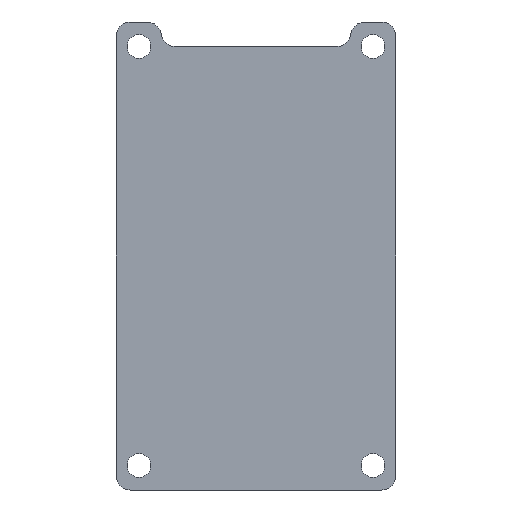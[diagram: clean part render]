
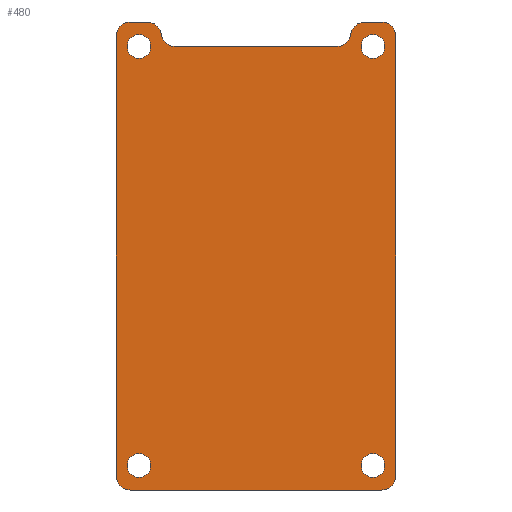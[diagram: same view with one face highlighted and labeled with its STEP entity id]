
A CAD part, front view. The second image highlights one B-rep face of the part: STEP entity #480.
In plain terms, the highlighted planar face has unit normal (0, -1, 0).
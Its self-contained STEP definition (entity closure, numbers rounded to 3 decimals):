
#1=CARTESIAN_POINT('',(-16.75,0.,30.));
#2=DIRECTION('',(0.,-1.,0.));
#3=DIRECTION('',(1.,0.,0.));
#4=AXIS2_PLACEMENT_3D('',#1,#2,#3);
#6=CARTESIAN_POINT('',(-16.75,0.,30.));
#7=DIRECTION('',(0.,-1.,0.));
#8=DIRECTION('',(-1.,0.,0.));
#9=AXIS2_PLACEMENT_3D('',#6,#7,#8);
#11=CARTESIAN_POINT('',(16.75,0.,30.));
#12=DIRECTION('',(0.,-1.,0.));
#13=DIRECTION('',(1.,0.,0.));
#14=AXIS2_PLACEMENT_3D('',#11,#12,#13);
#16=CARTESIAN_POINT('',(16.75,0.,30.));
#17=DIRECTION('',(0.,-1.,0.));
#18=DIRECTION('',(-1.,0.,0.));
#19=AXIS2_PLACEMENT_3D('',#16,#17,#18);
#21=CARTESIAN_POINT('',(-16.75,0.,-30.));
#22=DIRECTION('',(0.,-1.,0.));
#23=DIRECTION('',(1.,0.,0.));
#24=AXIS2_PLACEMENT_3D('',#21,#22,#23);
#26=CARTESIAN_POINT('',(-16.75,0.,-30.));
#27=DIRECTION('',(0.,-1.,0.));
#28=DIRECTION('',(-1.,0.,0.));
#29=AXIS2_PLACEMENT_3D('',#26,#27,#28);
#31=CARTESIAN_POINT('',(16.75,0.,-30.));
#32=DIRECTION('',(0.,-1.,0.));
#33=DIRECTION('',(1.,0.,0.));
#34=AXIS2_PLACEMENT_3D('',#31,#32,#33);
#36=CARTESIAN_POINT('',(16.75,0.,-30.));
#37=DIRECTION('',(0.,-1.,0.));
#38=DIRECTION('',(-1.,0.,0.));
#39=AXIS2_PLACEMENT_3D('',#36,#37,#38);
#41=CARTESIAN_POINT('',(-18.,0.,-31.5));
#42=DIRECTION('',(0.,-1.,0.));
#43=DIRECTION('',(-1.,0.,0.));
#44=AXIS2_PLACEMENT_3D('',#41,#42,#43);
#46=DIRECTION('',(0.,0.,1.));
#47=VECTOR('',#46,63.);
#48=CARTESIAN_POINT('',(-20.,0.,-31.5));
#49=LINE('',#48,#47);
#50=CARTESIAN_POINT('',(-18.,0.,31.5));
#51=DIRECTION('',(0.,-1.,0.));
#52=DIRECTION('',(0.,0.,1.));
#53=AXIS2_PLACEMENT_3D('',#50,#51,#52);
#55=DIRECTION('',(1.,0.,0.));
#56=VECTOR('',#55,2.497);
#57=CARTESIAN_POINT('',(-18.,0.,33.5));
#58=LINE('',#57,#56);
#59=DIRECTION('',(0.,0.,1.));
#60=VECTOR('',#59,0.047);
#61=CARTESIAN_POINT('',(-15.503,0.,33.453));
#62=LINE('',#61,#60);
#63=CARTESIAN_POINT('',(-15.5,0.,31.5));
#64=DIRECTION('',(0.,-1.,0.));
#65=DIRECTION('',(0.992,0.,0.127));
#66=AXIS2_PLACEMENT_3D('',#63,#64,#65);
#68=CARTESIAN_POINT('',(-11.579,0.,32.));
#69=DIRECTION('',(0.,-1.,0.));
#70=DIRECTION('',(-0.992,0.,-0.127));
#71=AXIS2_PLACEMENT_3D('',#68,#69,#70);
#73=DIRECTION('',(-1.,0.,0.));
#74=VECTOR('',#73,23.158);
#75=CARTESIAN_POINT('',(11.579,0.,30.));
#76=LINE('',#75,#74);
#77=CARTESIAN_POINT('',(11.579,0.,32.));
#78=DIRECTION('',(0.,-1.,0.));
#79=DIRECTION('',(0.,0.,-1.));
#80=AXIS2_PLACEMENT_3D('',#77,#78,#79);
#82=CARTESIAN_POINT('',(15.5,0.,31.5));
#83=DIRECTION('',(0.,-1.,0.));
#84=DIRECTION('',(0.002,0.,1.));
#85=AXIS2_PLACEMENT_3D('',#82,#83,#84);
#87=DIRECTION('',(0.,0.,1.));
#88=VECTOR('',#87,0.047);
#89=CARTESIAN_POINT('',(15.503,0.,33.453));
#90=LINE('',#89,#88);
#91=DIRECTION('',(1.,0.,0.));
#92=VECTOR('',#91,2.497);
#93=CARTESIAN_POINT('',(15.503,0.,33.5));
#94=LINE('',#93,#92);
#95=CARTESIAN_POINT('',(18.,0.,31.5));
#96=DIRECTION('',(0.,-1.,0.));
#97=DIRECTION('',(1.,0.,0.));
#98=AXIS2_PLACEMENT_3D('',#95,#96,#97);
#100=DIRECTION('',(0.,0.,-1.));
#101=VECTOR('',#100,63.);
#102=CARTESIAN_POINT('',(20.,0.,31.5));
#103=LINE('',#102,#101);
#104=CARTESIAN_POINT('',(18.,0.,-31.5));
#105=DIRECTION('',(0.,-1.,0.));
#106=DIRECTION('',(0.,0.,-1.));
#107=AXIS2_PLACEMENT_3D('',#104,#105,#106);
#109=DIRECTION('',(-1.,0.,0.));
#110=VECTOR('',#109,36.);
#111=CARTESIAN_POINT('',(18.,0.,-33.5));
#112=LINE('',#111,#110);
#321=CARTESIAN_POINT('',(-15.05,0.,30.));
#322=CARTESIAN_POINT('',(-18.45,0.,30.));
#323=VERTEX_POINT('',#321);
#324=VERTEX_POINT('',#322);
#325=CARTESIAN_POINT('',(18.45,0.,30.));
#326=CARTESIAN_POINT('',(15.05,0.,30.));
#327=VERTEX_POINT('',#325);
#328=VERTEX_POINT('',#326);
#329=CARTESIAN_POINT('',(-15.05,0.,-30.));
#330=CARTESIAN_POINT('',(-18.45,0.,-30.));
#331=VERTEX_POINT('',#329);
#332=VERTEX_POINT('',#330);
#333=CARTESIAN_POINT('',(18.45,0.,-30.));
#334=CARTESIAN_POINT('',(15.05,0.,-30.));
#335=VERTEX_POINT('',#333);
#336=VERTEX_POINT('',#334);
#337=CARTESIAN_POINT('',(-20.,0.,-31.5));
#338=CARTESIAN_POINT('',(-18.,0.,-33.5));
#339=VERTEX_POINT('',#337);
#340=VERTEX_POINT('',#338);
#341=CARTESIAN_POINT('',(-18.,0.,33.5));
#342=CARTESIAN_POINT('',(-20.,0.,31.5));
#343=VERTEX_POINT('',#341);
#344=VERTEX_POINT('',#342);
#345=CARTESIAN_POINT('',(-15.503,0.,33.453));
#346=CARTESIAN_POINT('',(-15.503,0.,33.5));
#347=VERTEX_POINT('',#345);
#348=VERTEX_POINT('',#346);
#349=CARTESIAN_POINT('',(-13.563,0.,31.747));
#350=VERTEX_POINT('',#349);
#351=CARTESIAN_POINT('',(-11.579,0.,30.));
#352=VERTEX_POINT('',#351);
#353=CARTESIAN_POINT('',(11.579,0.,30.));
#354=VERTEX_POINT('',#353);
#355=CARTESIAN_POINT('',(13.563,0.,31.747));
#356=VERTEX_POINT('',#355);
#357=CARTESIAN_POINT('',(15.503,0.,33.453));
#358=VERTEX_POINT('',#357);
#359=CARTESIAN_POINT('',(15.503,0.,33.5));
#360=VERTEX_POINT('',#359);
#361=CARTESIAN_POINT('',(20.,0.,31.5));
#362=CARTESIAN_POINT('',(18.,0.,33.5));
#363=VERTEX_POINT('',#361);
#364=VERTEX_POINT('',#362);
#365=CARTESIAN_POINT('',(18.,0.,-33.5));
#366=CARTESIAN_POINT('',(20.,0.,-31.5));
#367=VERTEX_POINT('',#365);
#368=VERTEX_POINT('',#366);
#417=CARTESIAN_POINT('',(0.,0.,0.));
#418=DIRECTION('',(0.,1.,0.));
#419=DIRECTION('',(1.,0.,0.));
#420=AXIS2_PLACEMENT_3D('',#417,#418,#419);
#421=PLANE('',#420);
#423=ORIENTED_EDGE('',*,*,#422,.F.);
#425=ORIENTED_EDGE('',*,*,#424,.T.);
#427=ORIENTED_EDGE('',*,*,#426,.F.);
#429=ORIENTED_EDGE('',*,*,#428,.T.);
#431=ORIENTED_EDGE('',*,*,#430,.F.);
#433=ORIENTED_EDGE('',*,*,#432,.F.);
#435=ORIENTED_EDGE('',*,*,#434,.T.);
#437=ORIENTED_EDGE('',*,*,#436,.F.);
#439=ORIENTED_EDGE('',*,*,#438,.T.);
#441=ORIENTED_EDGE('',*,*,#440,.F.);
#443=ORIENTED_EDGE('',*,*,#442,.T.);
#445=ORIENTED_EDGE('',*,*,#444,.T.);
#447=ORIENTED_EDGE('',*,*,#446,.F.);
#449=ORIENTED_EDGE('',*,*,#448,.T.);
#451=ORIENTED_EDGE('',*,*,#450,.F.);
#453=ORIENTED_EDGE('',*,*,#452,.T.);
#454=EDGE_LOOP('',(#423,#425,#427,#429,#431,#433,#435,#437,#439,#441,#443,#445,
#447,#449,#451,#453));
#455=FACE_OUTER_BOUND('',#454,.F.);
#457=ORIENTED_EDGE('',*,*,#456,.T.);
#459=ORIENTED_EDGE('',*,*,#458,.T.);
#460=EDGE_LOOP('',(#457,#459));
#461=FACE_BOUND('',#460,.F.);
#463=ORIENTED_EDGE('',*,*,#462,.T.);
#465=ORIENTED_EDGE('',*,*,#464,.T.);
#466=EDGE_LOOP('',(#463,#465));
#467=FACE_BOUND('',#466,.F.);
#469=ORIENTED_EDGE('',*,*,#468,.T.);
#471=ORIENTED_EDGE('',*,*,#470,.T.);
#472=EDGE_LOOP('',(#469,#471));
#473=FACE_BOUND('',#472,.F.);
#475=ORIENTED_EDGE('',*,*,#474,.T.);
#477=ORIENTED_EDGE('',*,*,#476,.T.);
#478=EDGE_LOOP('',(#475,#477));
#479=FACE_BOUND('',#478,.F.);
#480=ADVANCED_FACE('',(#455,#461,#467,#473,#479),#421,.F.);
#5=CIRCLE('',#4,1.7);
#10=CIRCLE('',#9,1.7);
#15=CIRCLE('',#14,1.7);
#20=CIRCLE('',#19,1.7);
#25=CIRCLE('',#24,1.7);
#30=CIRCLE('',#29,1.7);
#35=CIRCLE('',#34,1.7);
#40=CIRCLE('',#39,1.7);
#45=CIRCLE('',#44,2.);
#54=CIRCLE('',#53,2.);
#67=CIRCLE('',#66,1.953);
#72=CIRCLE('',#71,2.);
#81=CIRCLE('',#80,2.);
#86=CIRCLE('',#85,1.953);
#99=CIRCLE('',#98,2.);
#108=CIRCLE('',#107,2.);
#422=EDGE_CURVE('',#339,#340,#45,.T.);
#424=EDGE_CURVE('',#339,#344,#49,.T.);
#426=EDGE_CURVE('',#343,#344,#54,.T.);
#428=EDGE_CURVE('',#343,#348,#58,.T.);
#430=EDGE_CURVE('',#347,#348,#62,.T.);
#432=EDGE_CURVE('',#350,#347,#67,.T.);
#434=EDGE_CURVE('',#350,#352,#72,.T.);
#436=EDGE_CURVE('',#354,#352,#76,.T.);
#438=EDGE_CURVE('',#354,#356,#81,.T.);
#440=EDGE_CURVE('',#358,#356,#86,.T.);
#442=EDGE_CURVE('',#358,#360,#90,.T.);
#444=EDGE_CURVE('',#360,#364,#94,.T.);
#446=EDGE_CURVE('',#363,#364,#99,.T.);
#448=EDGE_CURVE('',#363,#368,#103,.T.);
#450=EDGE_CURVE('',#367,#368,#108,.T.);
#452=EDGE_CURVE('',#367,#340,#112,.T.);
#456=EDGE_CURVE('',#327,#328,#15,.T.);
#458=EDGE_CURVE('',#328,#327,#20,.T.);
#462=EDGE_CURVE('',#331,#332,#25,.T.);
#464=EDGE_CURVE('',#332,#331,#30,.T.);
#468=EDGE_CURVE('',#335,#336,#35,.T.);
#470=EDGE_CURVE('',#336,#335,#40,.T.);
#474=EDGE_CURVE('',#323,#324,#5,.T.);
#476=EDGE_CURVE('',#324,#323,#10,.T.);
